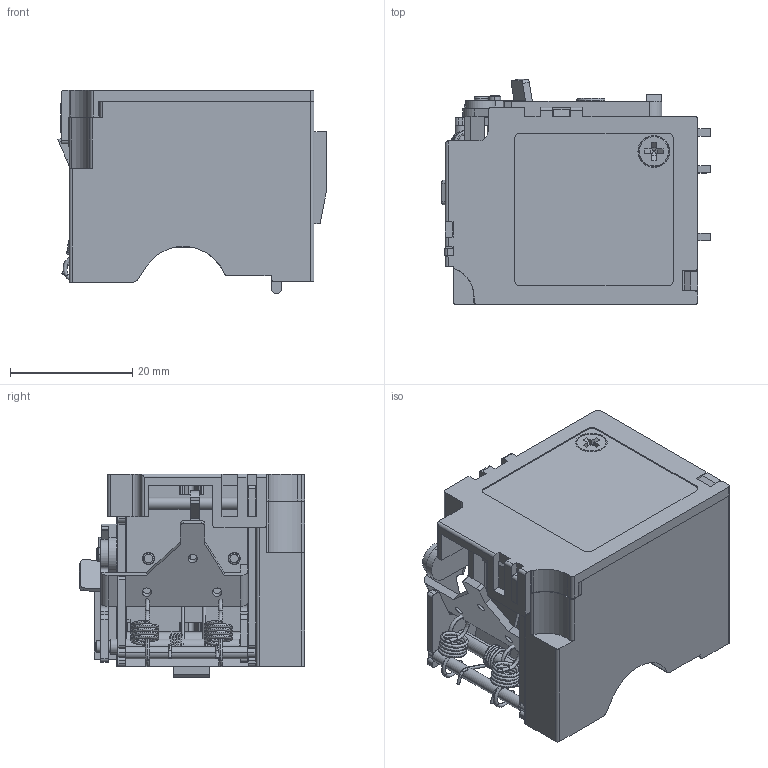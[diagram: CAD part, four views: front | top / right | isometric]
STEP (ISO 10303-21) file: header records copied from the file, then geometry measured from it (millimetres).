
FILE_DESCRIPTION((''),'2;1');
FILE_NAME('ASM0271_ASM','2021-09-16T13:26:26',('zhxmin'),(''),'CREO PARAMETRIC BY PTC INC, 2018020','CREO PARAMETRIC BY PTC INC, 2018020','');
FILE_SCHEMA(('CONFIG_CONTROL_DESIGN','SHAPE_APPEARANCE_LAYERS_GROUPS'));
Products named in the file (19): WF8_282_574_1_1; WL8_288_064_1_1; WL8_205_279_1_1; WL8_615_057_1_1; WL8_211_004_1_1; WL8_235_294_1_1; 3WL8_279_012_1_1; WL8_279_013_1_1; WL8_205_283_1_1; WL8_205_280_1_1; WL8_732_020_1_1; WL8_612_070_1_1; WL8_612_069_1_1; 3WL8_310_188_1_1; 3WL8_024_531_1_1; NM8-250-630_100_ASM_1_1_ASM; GBT819_1-M3X10_11_1; NM8-250-63000_ASM_1_1_ASM; ASM0271_ASM
Assembly tree (20 placements, depth 4):
  ASM0271_ASM
    NM8-250-63000_ASM_1_1_ASM
      NM8-250-630_100_ASM_1_1_ASM
        WF8_282_574_1_1  x2
        WL8_288_064_1_1
        WL8_205_279_1_1
        WL8_615_057_1_1
        WL8_211_004_1_1
        WL8_235_294_1_1
        3WL8_279_012_1_1
        WL8_279_013_1_1
        WL8_205_283_1_1
        WL8_205_280_1_1
        WL8_732_020_1_1
        WL8_612_070_1_1
        WL8_612_069_1_1
        3WL8_310_188_1_1
        3WL8_024_531_1_1
      GBT819_1-M3X10_11_1  x2
Bounding box: 43.86 x 36.8 x 33.3 mm (x, y, z)
Volume: 15638.8 mm3; surface area: 24149.1 mm2
Topology: 17 solids, 20 shells, 772 faces, 2157 edges, 1408 vertices
Faces by surface type: plane 379, cylinder 273, torus 60, bspline 32, cone 28
Entity records: 57411 total; most frequent: CARTESIAN_POINT 32953, DIRECTION 4073, ORIENTED_EDGE 3956, EDGE_CURVE 1983, AXIS2_PLACEMENT_3D 1439, VERTEX_POINT 1302, VECTOR 1195, LINE 1195
